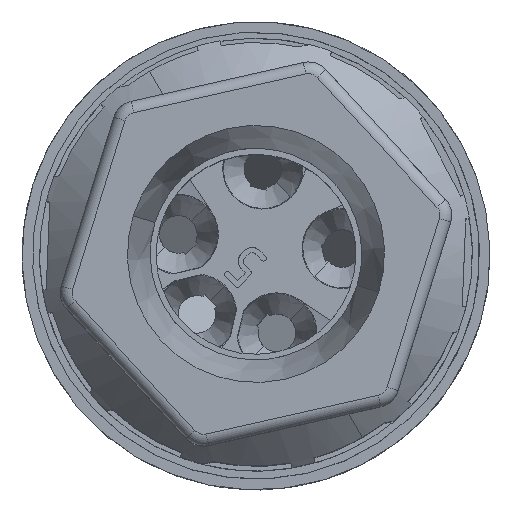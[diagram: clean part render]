
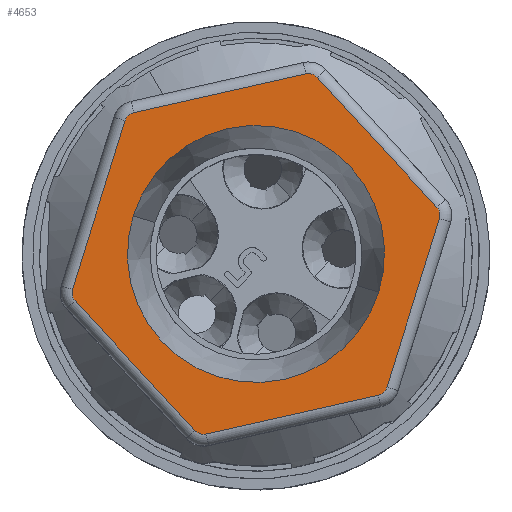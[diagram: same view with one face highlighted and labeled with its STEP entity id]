
A CAD part, top view. The second image highlights one B-rep face of the part: STEP entity #4653.
In plain terms, the highlighted planar face has unit normal (0, 0, 1).
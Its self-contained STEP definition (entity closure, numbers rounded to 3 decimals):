
#4549=AXIS2_PLACEMENT_3D('Circle Axis2P3D',#4547,#4548,$) ;
#4563=AXIS2_PLACEMENT_3D('Plane Axis2P3D',#4560,#4561,#4562) ;
#4618=AXIS2_PLACEMENT_3D('Circle Axis2P3D',#4616,#4617,$) ;
#4637=AXIS2_PLACEMENT_3D('Circle Axis2P3D',#4635,#4636,$) ;
#4646=AXIS2_PLACEMENT_3D('Circle Axis2P3D',#4644,#4645,$) ;
#4379=CARTESIAN_POINT('Vertex',(12.55,17.455,63.4)) ;
#4382=CARTESIAN_POINT('Line Origine',(13.484,16.443,63.4)) ;
#4386=CARTESIAN_POINT('Vertex',(17.64,11.938,63.4)) ;
#4411=CARTESIAN_POINT('Vertex',(15.517,4.285,63.4)) ;
#4418=CARTESIAN_POINT('Vertex',(17.749,11.451,63.4)) ;
#4421=CARTESIAN_POINT('Line Origine',(30.242,51.546,63.4)) ;
#4439=CARTESIAN_POINT('Line Origine',(9.171,2.599,63.4)) ;
#4443=CARTESIAN_POINT('Vertex',(7.827,2.296,63.4)) ;
#4445=CARTESIAN_POINT('Vertex',(15.149,3.946,63.4)) ;
#4475=CARTESIAN_POINT('Vertex',(7.35,2.445,63.4)) ;
#4478=CARTESIAN_POINT('Line Origine',(8.675,1.008,63.4)) ;
#4482=CARTESIAN_POINT('Vertex',(2.26,7.962,63.4)) ;
#4503=CARTESIAN_POINT('Line Origine',(16.875,55.711,63.4)) ;
#4507=CARTESIAN_POINT('Vertex',(4.383,15.615,63.4)) ;
#4509=CARTESIAN_POINT('Vertex',(2.151,8.449,63.4)) ;
#4544=CARTESIAN_POINT('Vertex',(12.073,17.604,63.4)) ;
#4547=CARTESIAN_POINT('Axis2P3D Location',(12.183,17.116,63.4)) ;
#4560=CARTESIAN_POINT('Axis2P3D Location',(15.981,11.309,63.4)) ;
#4566=CARTESIAN_POINT('Control Point',(7.827,2.296,63.4)) ;
#4567=CARTESIAN_POINT('Control Point',(7.766,2.283,63.4)) ;
#4568=CARTESIAN_POINT('Control Point',(7.703,2.278,63.4)) ;
#4569=CARTESIAN_POINT('Control Point',(7.639,2.284,63.4)) ;
#4570=CARTESIAN_POINT('Control Point',(7.536,2.311,63.4)) ;
#4571=CARTESIAN_POINT('Control Point',(7.445,2.362,63.4)) ;
#4572=CARTESIAN_POINT('Control Point',(7.41,2.387,63.4)) ;
#4573=CARTESIAN_POINT('Control Point',(7.378,2.414,63.4)) ;
#4574=CARTESIAN_POINT('Control Point',(7.35,2.445,63.4)) ;
#4577=CARTESIAN_POINT('Control Point',(15.517,4.285,63.4)) ;
#4578=CARTESIAN_POINT('Control Point',(15.498,4.225,63.4)) ;
#4579=CARTESIAN_POINT('Control Point',(15.47,4.168,63.4)) ;
#4580=CARTESIAN_POINT('Control Point',(15.433,4.116,63.4)) ;
#4581=CARTESIAN_POINT('Control Point',(15.359,4.04,63.4)) ;
#4582=CARTESIAN_POINT('Control Point',(15.269,3.986,63.4)) ;
#4583=CARTESIAN_POINT('Control Point',(15.23,3.968,63.4)) ;
#4584=CARTESIAN_POINT('Control Point',(15.19,3.955,63.4)) ;
#4585=CARTESIAN_POINT('Control Point',(15.149,3.946,63.4)) ;
#4588=CARTESIAN_POINT('Control Point',(17.64,11.938,63.4)) ;
#4589=CARTESIAN_POINT('Control Point',(17.682,11.892,63.4)) ;
#4590=CARTESIAN_POINT('Control Point',(17.718,11.839,63.4)) ;
#4591=CARTESIAN_POINT('Control Point',(17.744,11.781,63.4)) ;
#4592=CARTESIAN_POINT('Control Point',(17.773,11.679,63.4)) ;
#4593=CARTESIAN_POINT('Control Point',(17.774,11.574,63.4)) ;
#4594=CARTESIAN_POINT('Control Point',(17.77,11.532,63.4)) ;
#4595=CARTESIAN_POINT('Control Point',(17.762,11.491,63.4)) ;
#4596=CARTESIAN_POINT('Control Point',(17.749,11.451,63.4)) ;
#4598=CARTESIAN_POINT('Line Origine',(8.412,16.779,63.4)) ;
#4602=CARTESIAN_POINT('Vertex',(4.751,15.954,63.4)) ;
#4606=CARTESIAN_POINT('Control Point',(4.383,15.615,63.4)) ;
#4607=CARTESIAN_POINT('Control Point',(4.402,15.675,63.4)) ;
#4608=CARTESIAN_POINT('Control Point',(4.43,15.732,63.4)) ;
#4609=CARTESIAN_POINT('Control Point',(4.467,15.784,63.4)) ;
#4610=CARTESIAN_POINT('Control Point',(4.541,15.86,63.4)) ;
#4611=CARTESIAN_POINT('Control Point',(4.631,15.914,63.4)) ;
#4612=CARTESIAN_POINT('Control Point',(4.67,15.932,63.4)) ;
#4613=CARTESIAN_POINT('Control Point',(4.71,15.945,63.4)) ;
#4614=CARTESIAN_POINT('Control Point',(4.751,15.954,63.4)) ;
#4616=CARTESIAN_POINT('Axis2P3D Location',(2.628,8.301,63.4)) ;
#4635=CARTESIAN_POINT('Axis2P3D Location',(9.95,9.95,63.4)) ;
#4639=CARTESIAN_POINT('Vertex',(4.733,11.575,63.4)) ;
#4641=CARTESIAN_POINT('Vertex',(15.167,8.325,63.4)) ;
#4644=CARTESIAN_POINT('Axis2P3D Location',(9.95,9.95,63.4)) ;
#4383=DIRECTION('Vector Direction',(-0.678,0.735,0.)) ;
#4422=DIRECTION('Vector Direction',(0.297,0.955,0.)) ;
#4440=DIRECTION('Vector Direction',(0.976,0.22,0.)) ;
#4479=DIRECTION('Vector Direction',(0.678,-0.735,0.)) ;
#4504=DIRECTION('Vector Direction',(-0.297,-0.955,0.)) ;
#4548=DIRECTION('Axis2P3D Direction',(0.,0.,-1.)) ;
#4561=DIRECTION('Axis2P3D Direction',(0.,0.,1.)) ;
#4562=DIRECTION('Axis2P3D XDirection',(0.976,0.22,0.)) ;
#4599=DIRECTION('Vector Direction',(0.976,0.22,0.)) ;
#4617=DIRECTION('Axis2P3D Direction',(0.,0.,1.)) ;
#4636=DIRECTION('Axis2P3D Direction',(0.,0.,1.)) ;
#4645=DIRECTION('Axis2P3D Direction',(0.,0.,1.)) ;
#4384=VECTOR('Line Direction',#4383,1.) ;
#4423=VECTOR('Line Direction',#4422,1.) ;
#4441=VECTOR('Line Direction',#4440,1.) ;
#4480=VECTOR('Line Direction',#4479,1.) ;
#4505=VECTOR('Line Direction',#4504,1.) ;
#4600=VECTOR('Line Direction',#4599,1.) ;
#4622=ORIENTED_EDGE('',*,*,#4484,.T.) ;
#4623=ORIENTED_EDGE('',*,*,#4575,.F.) ;
#4624=ORIENTED_EDGE('',*,*,#4447,.T.) ;
#4625=ORIENTED_EDGE('',*,*,#4586,.F.) ;
#4626=ORIENTED_EDGE('',*,*,#4425,.T.) ;
#4627=ORIENTED_EDGE('',*,*,#4597,.F.) ;
#4628=ORIENTED_EDGE('',*,*,#4388,.T.) ;
#4629=ORIENTED_EDGE('',*,*,#4551,.F.) ;
#4630=ORIENTED_EDGE('',*,*,#4604,.F.) ;
#4631=ORIENTED_EDGE('',*,*,#4615,.F.) ;
#4632=ORIENTED_EDGE('',*,*,#4511,.T.) ;
#4633=ORIENTED_EDGE('',*,*,#4620,.T.) ;
#4650=ORIENTED_EDGE('',*,*,#4643,.F.) ;
#4651=ORIENTED_EDGE('',*,*,#4648,.F.) ;
#4652=FACE_BOUND('',#4649,.T.) ;
#4653=ADVANCED_FACE('Hauptk\X2\00F6\X0\rper',(#4634,#4652),#4564,.T.) ;
#4565=B_SPLINE_CURVE_WITH_KNOTS('',5,(#4566,#4567,#4568,#4569,#4570,#4571,#4572,#4573,#4574),.UNSPECIFIED.,.F.,.U.,(6,3,6),(0.,0.444,0.739),.UNSPECIFIED.) ;
#4576=B_SPLINE_CURVE_WITH_KNOTS('',5,(#4577,#4578,#4579,#4580,#4581,#4582,#4583,#4584,#4585),.UNSPECIFIED.,.F.,.U.,(6,3,6),(0.,0.444,0.739),.UNSPECIFIED.) ;
#4587=B_SPLINE_CURVE_WITH_KNOTS('',5,(#4588,#4589,#4590,#4591,#4592,#4593,#4594,#4595,#4596),.UNSPECIFIED.,.F.,.U.,(6,3,6),(0.,0.444,0.739),.UNSPECIFIED.) ;
#4605=B_SPLINE_CURVE_WITH_KNOTS('',5,(#4606,#4607,#4608,#4609,#4610,#4611,#4612,#4613,#4614),.UNSPECIFIED.,.F.,.U.,(6,3,6),(0.,0.444,0.739),.UNSPECIFIED.) ;
#4550=CIRCLE('generated circle',#4549,0.5) ;
#4619=CIRCLE('generated circle',#4618,0.5) ;
#4638=CIRCLE('generated circle',#4637,5.465) ;
#4647=CIRCLE('generated circle',#4646,5.465) ;
#4388=EDGE_CURVE('',#4387,#4380,#4385,.T.) ;
#4425=EDGE_CURVE('',#4412,#4419,#4424,.T.) ;
#4447=EDGE_CURVE('',#4444,#4446,#4442,.T.) ;
#4484=EDGE_CURVE('',#4483,#4476,#4481,.T.) ;
#4511=EDGE_CURVE('',#4508,#4510,#4506,.T.) ;
#4551=EDGE_CURVE('',#4545,#4380,#4550,.T.) ;
#4575=EDGE_CURVE('',#4444,#4476,#4565,.T.) ;
#4586=EDGE_CURVE('',#4412,#4446,#4576,.T.) ;
#4597=EDGE_CURVE('',#4387,#4419,#4587,.T.) ;
#4604=EDGE_CURVE('',#4603,#4545,#4601,.T.) ;
#4615=EDGE_CURVE('',#4508,#4603,#4605,.T.) ;
#4620=EDGE_CURVE('',#4510,#4483,#4619,.T.) ;
#4643=EDGE_CURVE('',#4640,#4642,#4638,.T.) ;
#4648=EDGE_CURVE('',#4642,#4640,#4647,.T.) ;
#4621=EDGE_LOOP('',(#4622,#4623,#4624,#4625,#4626,#4627,#4628,#4629,#4630,#4631,#4632,#4633)) ;
#4649=EDGE_LOOP('',(#4650,#4651)) ;
#4634=FACE_OUTER_BOUND('',#4621,.T.) ;
#4385=LINE('Line',#4382,#4384) ;
#4424=LINE('Line',#4421,#4423) ;
#4442=LINE('Line',#4439,#4441) ;
#4481=LINE('Line',#4478,#4480) ;
#4506=LINE('Line',#4503,#4505) ;
#4601=LINE('Line',#4598,#4600) ;
#4564=PLANE('',#4563) ;
#4380=VERTEX_POINT('',#4379) ;
#4387=VERTEX_POINT('',#4386) ;
#4412=VERTEX_POINT('',#4411) ;
#4419=VERTEX_POINT('',#4418) ;
#4444=VERTEX_POINT('',#4443) ;
#4446=VERTEX_POINT('',#4445) ;
#4476=VERTEX_POINT('',#4475) ;
#4483=VERTEX_POINT('',#4482) ;
#4508=VERTEX_POINT('',#4507) ;
#4510=VERTEX_POINT('',#4509) ;
#4545=VERTEX_POINT('',#4544) ;
#4603=VERTEX_POINT('',#4602) ;
#4640=VERTEX_POINT('',#4639) ;
#4642=VERTEX_POINT('',#4641) ;
